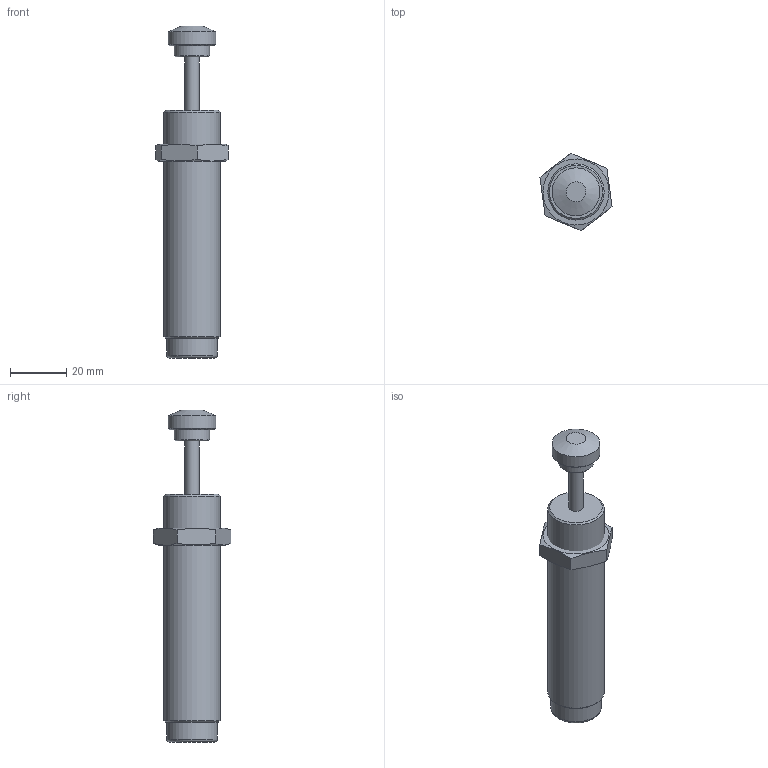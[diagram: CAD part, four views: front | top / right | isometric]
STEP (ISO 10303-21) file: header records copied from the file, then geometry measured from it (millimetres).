
FILE_DESCRIPTION((''),'2;1');
FILE_NAME('MSL-S6.stp','2012-11-22T13:26:01',('hartung_david'),(''),'Autodesk Inventor 2012','Autodesk Inventor 2012','');
FILE_SCHEMA(('AUTOMOTIVE_DESIGN { 1 0 10303 214 1 1 1 1 }'));
Length unit declared in the file: millimetre
Products named in the file (4): Stoßdämpfer_MSL-S6; Grundkoerper; Stoessel; Mutter-M20x1.5
Assembly tree (3 placements, depth 2):
  Stoßdämpfer_MSL-S6
    Grundkoerper
    Stoessel
    Mutter-M20x1.5
Bounding box: 25.61 x 27.47 x 118 mm (x, y, z)
Volume: 30802.9 mm3; surface area: 8484.7 mm2
Topology: 3 solids, 3 shells, 29 faces, 55 edges, 35 vertices
Faces by surface type: plane 15, cone 7, cylinder 6, torus 1
Full cylindrical faces by diameter (mm): 5 x1, 12.5 x1, 17 x1, 18 x1, 18.376 x1, 20 x1
Entity records: 745 total; most frequent: CARTESIAN_POINT 130, DIRECTION 118, ORIENTED_EDGE 76, AXIS2_PLACEMENT_3D 56, EDGE_LOOP 48, EDGE_CURVE 38, VERTEX_POINT 32, FACE_OUTER_BOUND 29
